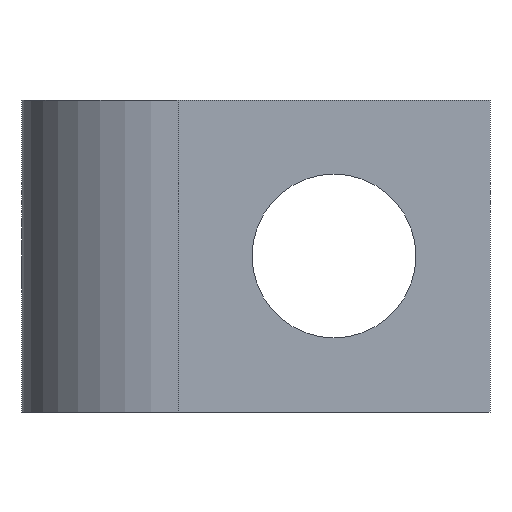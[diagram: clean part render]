
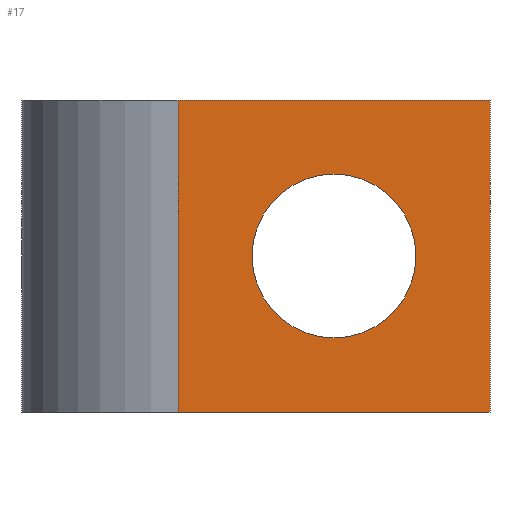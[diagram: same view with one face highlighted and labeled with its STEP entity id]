
A CAD part, front view. The second image highlights one B-rep face of the part: STEP entity #17.
In plain terms, the highlighted planar face has unit normal (0, -1, 0).
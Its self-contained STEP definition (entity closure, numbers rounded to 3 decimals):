
#9 = VERTEX_POINT ( 'NONE', #171 ) ;
#13 = EDGE_CURVE ( 'NONE', #19, #29, #188, .T. ) ;
#14 = ORIENTED_EDGE ( 'NONE', *, *, #31, .T. ) ;
#15 = ORIENTED_EDGE ( 'NONE', *, *, #764, .T. ) ;
#17 = ADVANCED_FACE ( 'NONE', ( #172, #183 ), #165, .F. ) ;
#19 = VERTEX_POINT ( 'NONE', #194 ) ;
#20 = EDGE_CURVE ( 'NONE', #9, #29, #182, .T. ) ;
#21 = EDGE_LOOP ( 'NONE', ( #28, #33, #23, #84 ) ) ;
#23 = ORIENTED_EDGE ( 'NONE', *, *, #81, .F. ) ;
#24 = VERTEX_POINT ( 'NONE', #216 ) ;
#28 = ORIENTED_EDGE ( 'NONE', *, *, #20, .T. ) ;
#29 = VERTEX_POINT ( 'NONE', #221 ) ;
#30 = EDGE_LOOP ( 'NONE', ( #14, #15 ) ) ;
#31 = EDGE_CURVE ( 'NONE', #765, #734, #233, .T. ) ;
#32 = EDGE_CURVE ( 'NONE', #24, #9, #234, .T. ) ;
#33 = ORIENTED_EDGE ( 'NONE', *, *, #13, .F. ) ;
#81 = EDGE_CURVE ( 'NONE', #24, #19, #146, .T. ) ;
#84 = ORIENTED_EDGE ( 'NONE', *, *, #32, .T. ) ;
#145 = CARTESIAN_POINT ( 'NONE',  ( 0., -6., 12. ) ) ;
#146 = LINE ( 'NONE', #145, #177 ) ;
#160 = DIRECTION ( 'NONE',  ( 0., 1., 0. ) ) ;
#165 = PLANE ( 'NONE',  #168 ) ;
#166 = CARTESIAN_POINT ( 'NONE',  ( 0., -6., 12. ) ) ;
#168 = AXIS2_PLACEMENT_3D ( 'NONE', #166, #160, #170 ) ;
#170 = DIRECTION ( 'NONE',  ( 0., 0., 1. ) ) ;
#171 = CARTESIAN_POINT ( 'NONE',  ( 0., -6., 0. ) ) ;
#172 = FACE_BOUND ( 'NONE', #30, .T. ) ;
#173 = VECTOR ( 'NONE', #185, 1000. ) ;
#177 = VECTOR ( 'NONE', #195, 1000. ) ;
#180 = DIRECTION ( 'NONE',  ( 0., 0., -1. ) ) ;
#181 = CARTESIAN_POINT ( 'NONE',  ( 0., -6., 0. ) ) ;
#182 = LINE ( 'NONE', #181, #173 ) ;
#183 = FACE_OUTER_BOUND ( 'NONE', #21, .T. ) ;
#185 = DIRECTION ( 'NONE',  ( 1., 0., 0. ) ) ;
#187 = CARTESIAN_POINT ( 'NONE',  ( 12., -6., 12. ) ) ;
#188 = LINE ( 'NONE', #187, #190 ) ;
#190 = VECTOR ( 'NONE', #180, 1000. ) ;
#194 = CARTESIAN_POINT ( 'NONE',  ( 12., -6., 12. ) ) ;
#195 = DIRECTION ( 'NONE',  ( 1., 0., 0. ) ) ;
#215 = CARTESIAN_POINT ( 'NONE',  ( 0., -6., 12. ) ) ;
#216 = CARTESIAN_POINT ( 'NONE',  ( 0., -6., 12. ) ) ;
#220 = DIRECTION ( 'NONE',  ( 0., 0., -1. ) ) ;
#221 = CARTESIAN_POINT ( 'NONE',  ( 12., -6., 0. ) ) ;
#226 = DIRECTION ( 'NONE',  ( 0., 0., 1. ) ) ;
#227 = DIRECTION ( 'NONE',  ( 0., 1., 0. ) ) ;
#228 = CARTESIAN_POINT ( 'NONE',  ( 6., -6., 6. ) ) ;
#229 = AXIS2_PLACEMENT_3D ( 'NONE', #228, #227, #226 ) ;
#230 = VECTOR ( 'NONE', #220, 1000. ) ;
#233 = CIRCLE ( 'NONE', #229, 3.15 ) ;
#234 = LINE ( 'NONE', #215, #230 ) ;
#518 = CARTESIAN_POINT ( 'NONE',  ( 6., -6., 2.85 ) ) ;
#561 = CIRCLE ( 'NONE', #575, 3.15 ) ;
#570 = DIRECTION ( 'NONE',  ( 0., 0., 1. ) ) ;
#571 = DIRECTION ( 'NONE',  ( 0., 1., 0. ) ) ;
#575 = AXIS2_PLACEMENT_3D ( 'NONE', #578, #571, #570 ) ;
#578 = CARTESIAN_POINT ( 'NONE',  ( 6., -6., 6. ) ) ;
#582 = CARTESIAN_POINT ( 'NONE',  ( 6., -6., 9.15 ) ) ;
#734 = VERTEX_POINT ( 'NONE', #518 ) ;
#764 = EDGE_CURVE ( 'NONE', #734, #765, #561, .T. ) ;
#765 = VERTEX_POINT ( 'NONE', #582 ) ;
